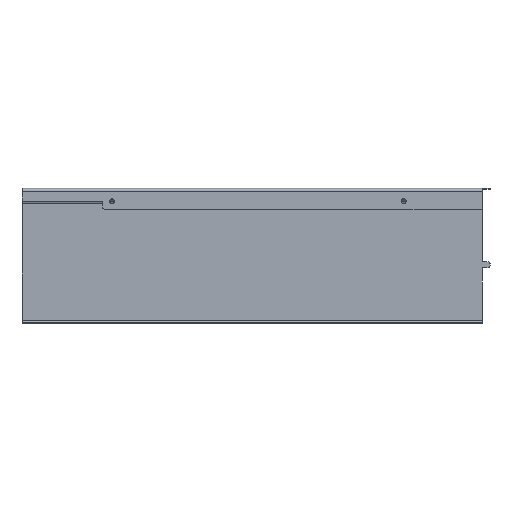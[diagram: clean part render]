
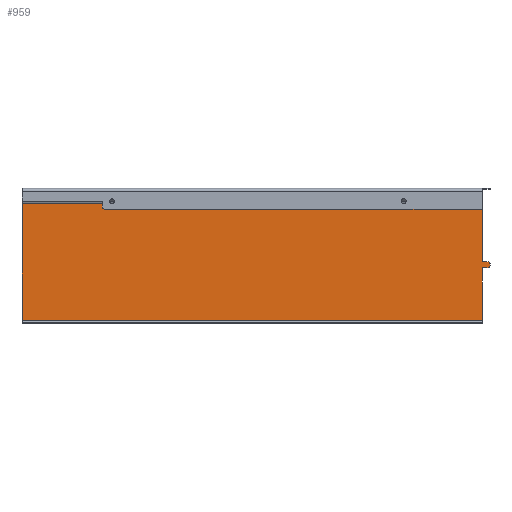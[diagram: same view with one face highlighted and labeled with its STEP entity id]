
A CAD part, left-side view. The second image highlights one B-rep face of the part: STEP entity #959.
In plain terms, the highlighted planar face has unit normal (-1, 0, 0).
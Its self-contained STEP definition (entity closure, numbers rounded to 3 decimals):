
#62=FACE_OUTER_BOUND('',#119,.T.);
#119=EDGE_LOOP('',(#729,#730,#731,#732,#733,#734,#735,#736,#737,#738,#739,
#740));
#178=CIRCLE('',#1040,1.);
#181=CIRCLE('',#1046,1.);
#239=LINE('',#1516,#342);
#250=LINE('',#1543,#353);
#251=LINE('',#1545,#354);
#252=LINE('',#1547,#355);
#253=LINE('',#1549,#356);
#254=LINE('',#1551,#357);
#255=LINE('',#1553,#358);
#256=LINE('',#1555,#359);
#257=LINE('',#1557,#360);
#258=LINE('',#1558,#361);
#342=VECTOR('',#1209,10.);
#353=VECTOR('',#1230,10.);
#354=VECTOR('',#1231,10.);
#355=VECTOR('',#1232,1000.);
#356=VECTOR('',#1233,1000.);
#357=VECTOR('',#1234,10.);
#358=VECTOR('',#1235,10.);
#359=VECTOR('',#1236,10.);
#360=VECTOR('',#1237,1000.);
#361=VECTOR('',#1238,1000.);
#448=VERTEX_POINT('',#1503);
#449=VERTEX_POINT('',#1504);
#453=VERTEX_POINT('',#1514);
#463=VERTEX_POINT('',#1538);
#464=VERTEX_POINT('',#1542);
#465=VERTEX_POINT('',#1544);
#466=VERTEX_POINT('',#1546);
#467=VERTEX_POINT('',#1548);
#468=VERTEX_POINT('',#1550);
#469=VERTEX_POINT('',#1552);
#470=VERTEX_POINT('',#1554);
#471=VERTEX_POINT('',#1556);
#545=EDGE_CURVE('',#448,#449,#178,.T.);
#551=EDGE_CURVE('',#453,#448,#239,.T.);
#562=EDGE_CURVE('',#463,#453,#181,.T.);
#564=EDGE_CURVE('',#463,#464,#250,.T.);
#565=EDGE_CURVE('',#464,#465,#251,.T.);
#566=EDGE_CURVE('',#465,#466,#252,.T.);
#567=EDGE_CURVE('',#467,#466,#253,.T.);
#568=EDGE_CURVE('',#468,#467,#254,.T.);
#569=EDGE_CURVE('',#469,#468,#255,.T.);
#570=EDGE_CURVE('',#470,#469,#256,.T.);
#571=EDGE_CURVE('',#470,#471,#257,.T.);
#572=EDGE_CURVE('',#449,#471,#258,.T.);
#729=ORIENTED_EDGE('',*,*,#545,.F.);
#730=ORIENTED_EDGE('',*,*,#551,.F.);
#731=ORIENTED_EDGE('',*,*,#562,.F.);
#732=ORIENTED_EDGE('',*,*,#564,.T.);
#733=ORIENTED_EDGE('',*,*,#565,.T.);
#734=ORIENTED_EDGE('',*,*,#566,.T.);
#735=ORIENTED_EDGE('',*,*,#567,.F.);
#736=ORIENTED_EDGE('',*,*,#568,.F.);
#737=ORIENTED_EDGE('',*,*,#569,.F.);
#738=ORIENTED_EDGE('',*,*,#570,.F.);
#739=ORIENTED_EDGE('',*,*,#571,.T.);
#740=ORIENTED_EDGE('',*,*,#572,.F.);
#917=PLANE('',#1047);
#959=ADVANCED_FACE('',(#62),#917,.T.);
#1040=AXIS2_PLACEMENT_3D('',#1505,#1199,#1200);
#1046=AXIS2_PLACEMENT_3D('',#1539,#1225,#1226);
#1047=AXIS2_PLACEMENT_3D('',#1541,#1228,#1229);
#1199=DIRECTION('center_axis',(1.,0.,0.));
#1200=DIRECTION('ref_axis',(0.,-0.707,-0.707));
#1209=DIRECTION('',(0.,0.,-1.));
#1225=DIRECTION('center_axis',(1.,0.,0.));
#1226=DIRECTION('ref_axis',(0.,-0.707,0.707));
#1228=DIRECTION('center_axis',(-1.,0.,0.));
#1229=DIRECTION('ref_axis',(0.,0.,1.));
#1230=DIRECTION('',(0.,1.,0.));
#1231=DIRECTION('',(0.,0.,1.));
#1232=DIRECTION('',(0.,1.,0.));
#1233=DIRECTION('',(0.,0.,1.));
#1234=DIRECTION('',(0.,0.,1.));
#1235=DIRECTION('',(0.,1.,0.));
#1236=DIRECTION('',(0.,0.,-1.));
#1237=DIRECTION('',(0.,0.,1.));
#1238=DIRECTION('',(0.,1.,0.));
#1503=CARTESIAN_POINT('',(-0.6,-239.,14.47));
#1504=CARTESIAN_POINT('',(-0.6,-238.,13.47));
#1505=CARTESIAN_POINT('Origin',(-0.6,-238.,14.47));
#1514=CARTESIAN_POINT('',(-0.6,-239.,15.47));
#1516=CARTESIAN_POINT('',(-0.6,-239.,13.5));
#1538=CARTESIAN_POINT('',(-0.6,-238.,16.47));
#1539=CARTESIAN_POINT('Origin',(-0.6,-238.,15.47));
#1541=CARTESIAN_POINT('Origin',(-0.6,-235.,0.));
#1542=CARTESIAN_POINT('',(-0.6,-235.,16.47));
#1543=CARTESIAN_POINT('',(-0.6,-236.5,16.47));
#1544=CARTESIAN_POINT('',(-0.6,-235.,46.407));
#1545=CARTESIAN_POINT('',(-0.6,-235.,8.25));
#1546=CARTESIAN_POINT('',(-0.6,0.,46.407));
#1547=CARTESIAN_POINT('',(-0.6,0.,46.407));
#1548=CARTESIAN_POINT('',(-0.6,0.,1.5));
#1549=CARTESIAN_POINT('',(-0.6,0.,0.));
#1550=CARTESIAN_POINT('',(-0.6,0.,-13.53));
#1551=CARTESIAN_POINT('',(-0.6,0.,1.));
#1552=CARTESIAN_POINT('',(-0.6,-235.,-13.53));
#1553=CARTESIAN_POINT('',(-0.6,-117.5,-13.53));
#1554=CARTESIAN_POINT('',(-0.6,-235.,1.5));
#1555=CARTESIAN_POINT('',(-0.6,-235.,1.));
#1556=CARTESIAN_POINT('',(-0.6,-235.,13.47));
#1557=CARTESIAN_POINT('',(-0.6,-235.,0.));
#1558=CARTESIAN_POINT('',(-0.6,-235.,13.47));
